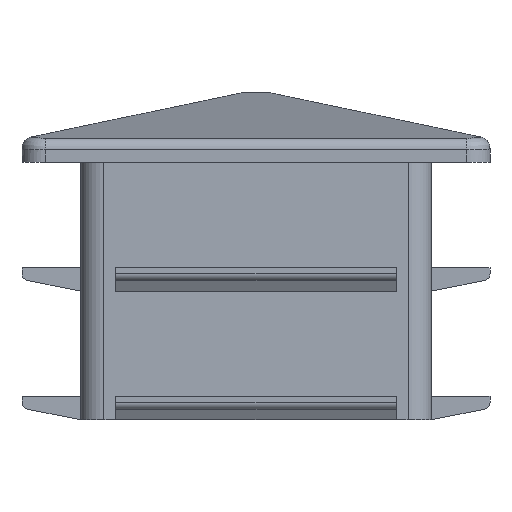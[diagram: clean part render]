
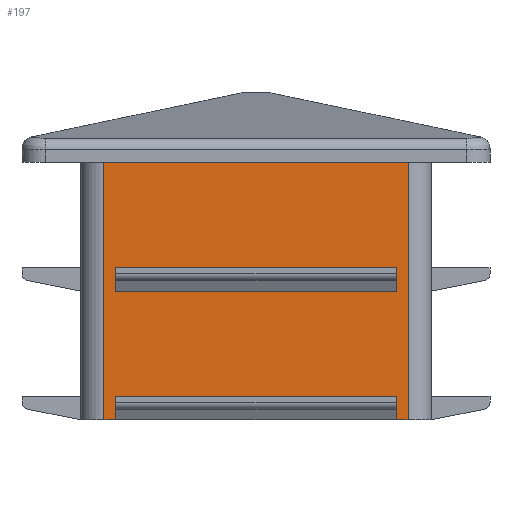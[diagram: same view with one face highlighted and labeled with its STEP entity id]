
A CAD part, front view. The second image highlights one B-rep face of the part: STEP entity #197.
In plain terms, the highlighted planar face has unit normal (0, -1, 0).
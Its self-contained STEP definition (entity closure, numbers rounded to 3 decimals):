
#197 = ADVANCED_FACE( '', ( #427, #428 ), #429, .F. );
#427 = FACE_BOUND( '', #928, .T. );
#428 = FACE_OUTER_BOUND( '', #929, .T. );
#429 = PLANE( '', #930 );
#928 = EDGE_LOOP( '', ( #1434, #1435, #1436, #1437 ) );
#929 = EDGE_LOOP( '', ( #1438, #1439, #1440, #1441, #1442, #1443, #1444, #1445 ) );
#930 = AXIS2_PLACEMENT_3D( '', #1446, #1447, #1448 );
#1434 = ORIENTED_EDGE( '', *, *, #1996, .F. );
#1435 = ORIENTED_EDGE( '', *, *, #1935, .F. );
#1436 = ORIENTED_EDGE( '', *, *, #1997, .T. );
#1437 = ORIENTED_EDGE( '', *, *, #1998, .T. );
#1438 = ORIENTED_EDGE( '', *, *, #1834, .F. );
#1439 = ORIENTED_EDGE( '', *, *, #1905, .F. );
#1440 = ORIENTED_EDGE( '', *, *, #1999, .F. );
#1441 = ORIENTED_EDGE( '', *, *, #1987, .T. );
#1442 = ORIENTED_EDGE( '', *, *, #1874, .T. );
#1443 = ORIENTED_EDGE( '', *, *, #2000, .T. );
#1444 = ORIENTED_EDGE( '', *, *, #2001, .F. );
#1445 = ORIENTED_EDGE( '', *, *, #1811, .T. );
#1446 = CARTESIAN_POINT( '', ( 7.5, -22.5, -11. ) );
#1447 = DIRECTION( '', ( 0., 1., 0. ) );
#1448 = DIRECTION( '', ( 0., 0., 1. ) );
#1811 = EDGE_CURVE( '', #2117, #2123, #2125, .T. );
#1834 = EDGE_CURVE( '', #2161, #2123, #2163, .T. );
#1874 = EDGE_CURVE( '', #2232, #2230, #2233, .T. );
#1905 = EDGE_CURVE( '', #2274, #2161, #2276, .T. );
#1935 = EDGE_CURVE( '', #2322, #2324, #2325, .T. );
#1987 = EDGE_CURVE( '', #2398, #2232, #2401, .T. );
#1996 = EDGE_CURVE( '', #2324, #2411, #2412, .T. );
#1997 = EDGE_CURVE( '', #2322, #2413, #2414, .T. );
#1998 = EDGE_CURVE( '', #2413, #2411, #2415, .T. );
#1999 = EDGE_CURVE( '', #2398, #2274, #2416, .T. );
#2000 = EDGE_CURVE( '', #2230, #2417, #2418, .F. );
#2001 = EDGE_CURVE( '', #2117, #2417, #2419, .T. );
#2117 = VERTEX_POINT( '', #2556 );
#2123 = VERTEX_POINT( '', #2564 );
#2125 = LINE( '', #2567, #2568 );
#2161 = VERTEX_POINT( '', #2616 );
#2163 = LINE( '', #2619, #2620 );
#2230 = VERTEX_POINT( '', #2707 );
#2232 = VERTEX_POINT( '', #2709 );
#2233 = LINE( '', #2710, #2711 );
#2274 = VERTEX_POINT( '', #2763 );
#2276 = LINE( '', #2766, #2767 );
#2322 = VERTEX_POINT( '', #2828 );
#2324 = VERTEX_POINT( '', #2831 );
#2325 = LINE( '', #2832, #2833 );
#2398 = VERTEX_POINT( '', #2936 );
#2401 = LINE( '', #2940, #2941 );
#2411 = VERTEX_POINT( '', #2955 );
#2412 = LINE( '', #2956, #2957 );
#2413 = VERTEX_POINT( '', #2958 );
#2414 = LINE( '', #2959, #2960 );
#2415 = LINE( '', #2961, #2962 );
#2416 = LINE( '', #2963, #2964 );
#2417 = VERTEX_POINT( '', #2965 );
#2418 = LINE( '', #2966, #2967 );
#2419 = LINE( '', #2968, #2969 );
#2556 = CARTESIAN_POINT( '', ( -6., -22.5, -11. ) );
#2564 = CARTESIAN_POINT( '', ( -6., -22.5, -10. ) );
#2567 = CARTESIAN_POINT( '', ( -6., -22.5, -11. ) );
#2568 = VECTOR( '', #3138, 1000. );
#2616 = CARTESIAN_POINT( '', ( 6., -22.5, -10. ) );
#2619 = CARTESIAN_POINT( '', ( 6., -22.5, -10. ) );
#2620 = VECTOR( '', #3164, 1000. );
#2707 = CARTESIAN_POINT( '', ( -6.5, -22.5, 0. ) );
#2709 = CARTESIAN_POINT( '', ( 6.5, -22.5, 0. ) );
#2710 = CARTESIAN_POINT( '', ( 7.5, -22.5, 0. ) );
#2711 = VECTOR( '', #3221, 1000. );
#2763 = CARTESIAN_POINT( '', ( 6., -22.5, -11. ) );
#2766 = CARTESIAN_POINT( '', ( 6., -22.5, -11. ) );
#2767 = VECTOR( '', #3267, 1000. );
#2828 = CARTESIAN_POINT( '', ( 6., -22.5, -5.5 ) );
#2831 = CARTESIAN_POINT( '', ( 6., -22.5, -4.5 ) );
#2832 = CARTESIAN_POINT( '', ( 6., -22.5, -5.5 ) );
#2833 = VECTOR( '', #3302, 1000. );
#2936 = CARTESIAN_POINT( '', ( 6.5, -22.5, -11. ) );
#2940 = CARTESIAN_POINT( '', ( 6.5, -22.5, -11. ) );
#2941 = VECTOR( '', #3355, 1000. );
#2955 = CARTESIAN_POINT( '', ( -6., -22.5, -4.5 ) );
#2956 = CARTESIAN_POINT( '', ( 6., -22.5, -4.5 ) );
#2957 = VECTOR( '', #3363, 1000. );
#2958 = CARTESIAN_POINT( '', ( -6., -22.5, -5.5 ) );
#2959 = CARTESIAN_POINT( '', ( 6., -22.5, -5.5 ) );
#2960 = VECTOR( '', #3364, 1000. );
#2961 = CARTESIAN_POINT( '', ( -6., -22.5, -5.5 ) );
#2962 = VECTOR( '', #3365, 1000. );
#2963 = CARTESIAN_POINT( '', ( 7.5, -22.5, -11. ) );
#2964 = VECTOR( '', #3366, 1000. );
#2965 = CARTESIAN_POINT( '', ( -6.5, -22.5, -11. ) );
#2966 = CARTESIAN_POINT( '', ( -6.5, -22.5, -11. ) );
#2967 = VECTOR( '', #3367, 1000. );
#2968 = CARTESIAN_POINT( '', ( 7.5, -22.5, -11. ) );
#2969 = VECTOR( '', #3368, 1000. );
#3138 = DIRECTION( '', ( 0., 0., 1. ) );
#3164 = DIRECTION( '', ( -1., 0., 0. ) );
#3221 = DIRECTION( '', ( -1., 0., 0. ) );
#3267 = DIRECTION( '', ( 0., 0., 1. ) );
#3302 = DIRECTION( '', ( 0., 0., 1. ) );
#3355 = DIRECTION( '', ( 0., 0., 1. ) );
#3363 = DIRECTION( '', ( -1., 0., 0. ) );
#3364 = DIRECTION( '', ( -1., 0., 0. ) );
#3365 = DIRECTION( '', ( 0., 0., 1. ) );
#3366 = DIRECTION( '', ( -1., 0., 0. ) );
#3367 = DIRECTION( '', ( 0., 0., 1. ) );
#3368 = DIRECTION( '', ( -1., 0., 0. ) );
